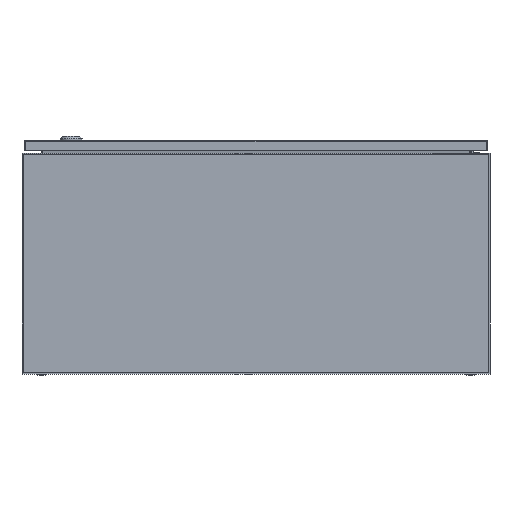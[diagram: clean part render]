
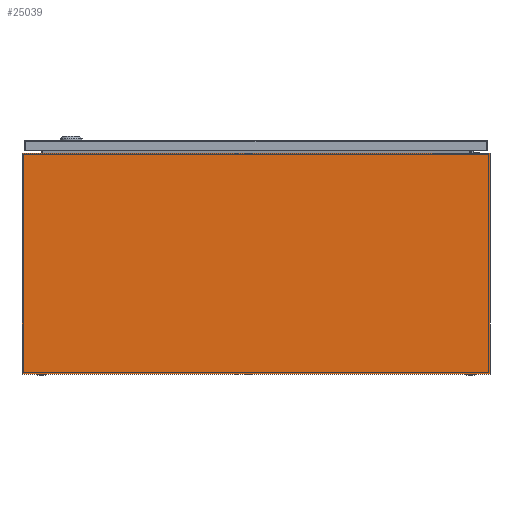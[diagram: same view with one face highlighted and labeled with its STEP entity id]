
A CAD part, front view. The second image highlights one B-rep face of the part: STEP entity #25039.
In plain terms, the highlighted planar face has unit normal (0, -1, 0).
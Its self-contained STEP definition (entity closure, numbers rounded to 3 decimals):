
#172 = VECTOR ( 'NONE', #21990, 1000. ) ;
#1465 = EDGE_CURVE ( 'NONE', #16927, #13735, #5399, .T. ) ;
#1821 = DIRECTION ( 'NONE',  ( 1., 0., 0. ) ) ;
#1911 = CARTESIAN_POINT ( 'NONE',  ( 600., 0., 0. ) ) ;
#2656 = CARTESIAN_POINT ( 'NONE',  ( 0., 0., 283. ) ) ;
#3312 = AXIS2_PLACEMENT_3D ( 'NONE', #2656, #9582, #39779 ) ;
#5399 = LINE ( 'NONE', #36211, #9370 ) ;
#6112 = VECTOR ( 'NONE', #11111, 1000. ) ;
#6154 = ORIENTED_EDGE ( 'NONE', *, *, #9231, .T. ) ;
#7277 = ORIENTED_EDGE ( 'NONE', *, *, #24400, .F. ) ;
#7956 = VECTOR ( 'NONE', #14835, 1000. ) ;
#9231 = EDGE_CURVE ( 'NONE', #16927, #43026, #19520, .T. ) ;
#9370 = VECTOR ( 'NONE', #1821, 1000. ) ;
#9436 = ORIENTED_EDGE ( 'NONE', *, *, #1465, .F. ) ;
#9582 = DIRECTION ( 'NONE',  ( 0., 1., 0. ) ) ;
#10985 = EDGE_CURVE ( 'NONE', #43026, #30059, #42467, .T. ) ;
#11111 = DIRECTION ( 'NONE',  ( 0., 0., -1. ) ) ;
#11666 = CARTESIAN_POINT ( 'NONE',  ( 0., 0., 283. ) ) ;
#12285 = PLANE ( 'NONE',  #3312 ) ;
#12959 = FACE_OUTER_BOUND ( 'NONE', #43061, .T. ) ;
#13400 = CARTESIAN_POINT ( 'NONE',  ( 0., 0., 283. ) ) ;
#13735 = VERTEX_POINT ( 'NONE', #23913 ) ;
#14835 = DIRECTION ( 'NONE',  ( 0., 0., -1. ) ) ;
#16927 = VERTEX_POINT ( 'NONE', #13400 ) ;
#18376 = CARTESIAN_POINT ( 'NONE',  ( 0., 0., 0. ) ) ;
#19520 = LINE ( 'NONE', #11666, #7956 ) ;
#21990 = DIRECTION ( 'NONE',  ( 1., 0., 0. ) ) ;
#23913 = CARTESIAN_POINT ( 'NONE',  ( 600., 0., 283. ) ) ;
#24400 = EDGE_CURVE ( 'NONE', #13735, #30059, #35665, .T. ) ;
#25039 = ADVANCED_FACE ( 'NONE', ( #12959 ), #12285, .F. ) ;
#30059 = VERTEX_POINT ( 'NONE', #1911 ) ;
#35228 = CARTESIAN_POINT ( 'NONE',  ( 600., 0., 283. ) ) ;
#35665 = LINE ( 'NONE', #35228, #6112 ) ;
#36211 = CARTESIAN_POINT ( 'NONE',  ( 0., 0., 283. ) ) ;
#36497 = ORIENTED_EDGE ( 'NONE', *, *, #10985, .T. ) ;
#39779 = DIRECTION ( 'NONE',  ( 0., 0., 1. ) ) ;
#40862 = CARTESIAN_POINT ( 'NONE',  ( 0., 0., 0. ) ) ;
#42467 = LINE ( 'NONE', #18376, #172 ) ;
#43026 = VERTEX_POINT ( 'NONE', #40862 ) ;
#43061 = EDGE_LOOP ( 'NONE', ( #7277, #9436, #6154, #36497 ) ) ;
